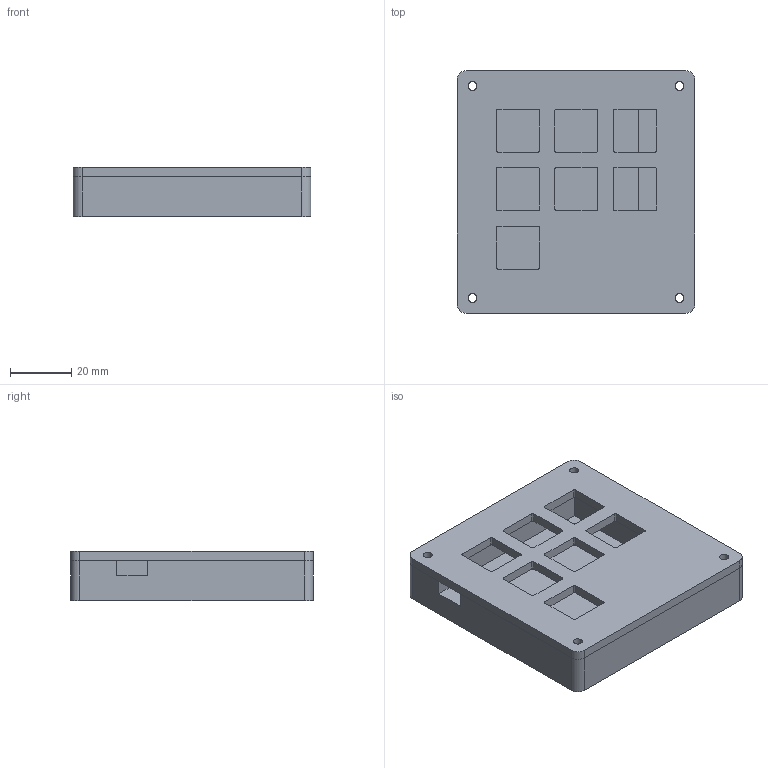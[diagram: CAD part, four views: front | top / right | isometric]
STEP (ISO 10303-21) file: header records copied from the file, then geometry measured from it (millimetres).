
FILE_DESCRIPTION(/* description */ (''),/* implementation_level */ '2;1');
FILE_NAME(/* name */ 'ariane_clarke_CAD.step',/* time_stamp */ '2024-10-19T19:55:58-04:00',/* author */ (''),/* organization */ (''),/* preprocessor_version */ 'ST-DEVELOPER v20',/* originating_system */ 'Autodesk Translation Framework v13.20.0.188',/* authorisation */ '');
FILE_SCHEMA (('AUTOMOTIVE_DESIGN { 1 0 10303 214 3 1 1 }'));
Length unit declared in the file: millimetre
Products named in the file (4): hackeclub-base; LID; PCB; CASE (1)
Assembly tree (3 placements, depth 2):
  hackeclub-base
    LID
    PCB
    CASE (1)
Bounding box: 77.4 x 79 x 16 mm (x, y, z)
Volume: 61553.8 mm3; surface area: 36270.3 mm2
Topology: 3 solids, 3 shells, 98 faces, 276 edges, 184 vertices
Faces by surface type: plane 54, cylinder 44
Full cylindrical faces by diameter (mm): 2.9 x8
Entity records: 3395 total; most frequent: DIRECTION 576, CARTESIAN_POINT 566, ORIENTED_EDGE 552, EDGE_CURVE 276, AXIS2_PLACEMENT_3D 194, LINE 188, VECTOR 188, VERTEX_POINT 184
